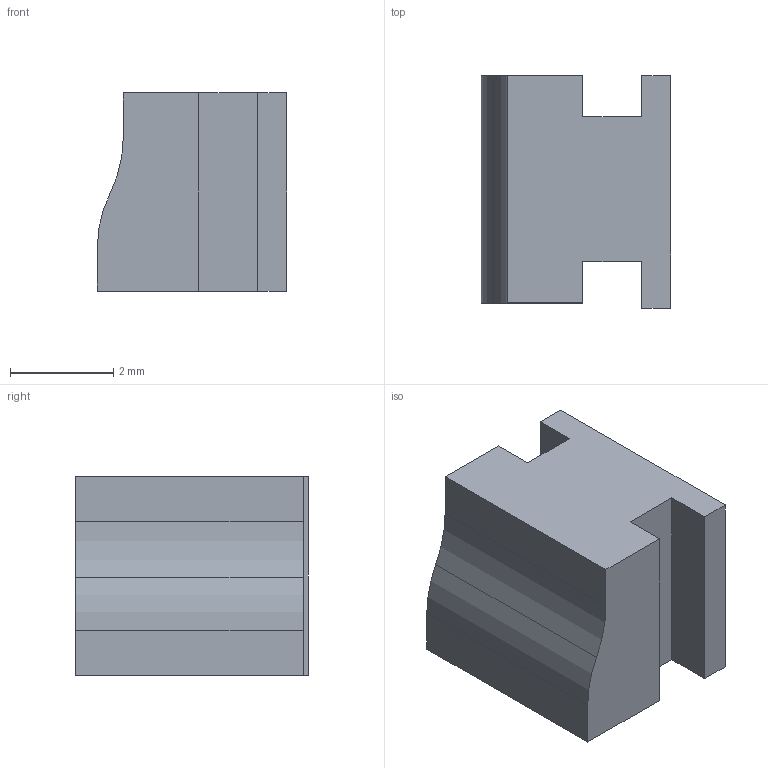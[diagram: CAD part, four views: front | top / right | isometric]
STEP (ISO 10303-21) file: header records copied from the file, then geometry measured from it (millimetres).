
FILE_DESCRIPTION(/* description */ (''),/* implementation_level */ '2;1');
FILE_NAME(/* name */ '',/* time_stamp */ '2025-07-01T00:42:00+09:00',/* author */ (''),/* organization */ (''),/* preprocessor_version */ 'ST-DEVELOPER v20.1',/* originating_system */ 'Autodesk Translation Framework v14.10.0.0',/* authorisation */ '');
FILE_SCHEMA (('AUTOMOTIVE_DESIGN { 1 0 10303 214 3 1 1 }'));
Length unit declared in the file: millimetre
Products named in the file (2): リセットスイッチ_プッシュパーツ; リセットスイッチパーツ
Assembly tree (1 placements, depth 2):
  リセットスイッチ_プッシュパーツ
    リセットスイッチパーツ
Bounding box: 3.66 x 4.5 x 3.83 mm (x, y, z)
Volume: 46.2 mm3; surface area: 109.3 mm2
Topology: 1 solids, 1 shells, 19 faces, 48 edges, 32 vertices
Faces by surface type: plane 16, cylinder 3
Full cylindrical faces by diameter (mm): 1.9 x1
Entity records: 628 total; most frequent: CARTESIAN_POINT 102, DIRECTION 98, ORIENTED_EDGE 96, EDGE_CURVE 48, LINE 42, VECTOR 42, VERTEX_POINT 32, AXIS2_PLACEMENT_3D 28
